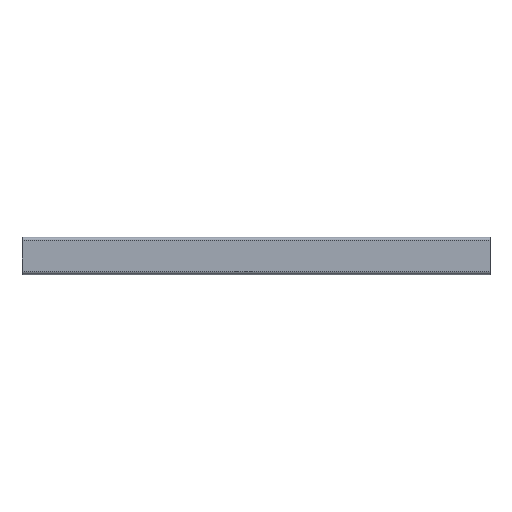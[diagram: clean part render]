
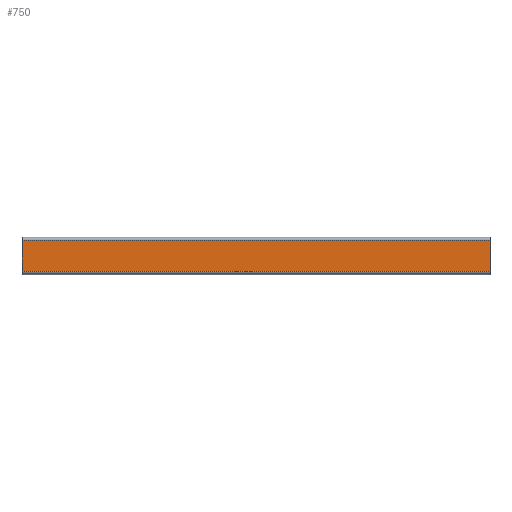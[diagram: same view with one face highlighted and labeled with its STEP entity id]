
A CAD part, top view. The second image highlights one B-rep face of the part: STEP entity #750.
In plain terms, the highlighted planar face has unit normal (0, 0, 1).
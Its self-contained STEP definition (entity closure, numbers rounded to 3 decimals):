
#191 = CARTESIAN_POINT ( 'NONE',  ( 500., -16.5, 640. ) ) ;
#214 = EDGE_CURVE ( 'NONE', #3785, #2044, #2701, .T. ) ;
#299 = DIRECTION ( 'NONE',  ( 0., -1., 0. ) ) ;
#330 = PLANE ( 'NONE',  #2284 ) ;
#448 = VECTOR ( 'NONE', #4538, 1000. ) ;
#684 = VECTOR ( 'NONE', #299, 1000. ) ;
#700 = CARTESIAN_POINT ( 'NONE',  ( 0., 16.5, 640. ) ) ;
#750 = ADVANCED_FACE ( 'NONE', ( #3222 ), #330, .F. ) ;
#757 = ORIENTED_EDGE ( 'NONE', *, *, #214, .F. ) ;
#785 = EDGE_CURVE ( 'NONE', #1465, #3785, #1023, .T. ) ;
#818 = ORIENTED_EDGE ( 'NONE', *, *, #785, .F. ) ;
#1005 = EDGE_CURVE ( 'NONE', #3855, #2044, #1727, .T. ) ;
#1023 = LINE ( 'NONE', #4628, #684 ) ;
#1035 = DIRECTION ( 'NONE',  ( 0., -1., 0. ) ) ;
#1067 = CARTESIAN_POINT ( 'NONE',  ( 500., 16.5, 640. ) ) ;
#1423 = DIRECTION ( 'NONE',  ( -1., 0., 0. ) ) ;
#1465 = VERTEX_POINT ( 'NONE', #2885 ) ;
#1491 = CARTESIAN_POINT ( 'NONE',  ( 0., -16.5, 640. ) ) ;
#1514 = LINE ( 'NONE', #2182, #4076 ) ;
#1727 = LINE ( 'NONE', #700, #3594 ) ;
#1902 = EDGE_LOOP ( 'NONE', ( #2419, #757, #818, #3589 ) ) ;
#2044 = VERTEX_POINT ( 'NONE', #1491 ) ;
#2113 = DIRECTION ( 'NONE',  ( 0., 0., -1. ) ) ;
#2182 = CARTESIAN_POINT ( 'NONE',  ( 500., 16.5, 640. ) ) ;
#2284 = AXIS2_PLACEMENT_3D ( 'NONE', #1067, #2113, #1423 ) ;
#2419 = ORIENTED_EDGE ( 'NONE', *, *, #1005, .T. ) ;
#2547 = DIRECTION ( 'NONE',  ( -1., 0., 0. ) ) ;
#2701 = LINE ( 'NONE', #191, #448 ) ;
#2885 = CARTESIAN_POINT ( 'NONE',  ( 500., 16.5, 640. ) ) ;
#3143 = EDGE_CURVE ( 'NONE', #1465, #3855, #1514, .T. ) ;
#3222 = FACE_OUTER_BOUND ( 'NONE', #1902, .T. ) ;
#3436 = CARTESIAN_POINT ( 'NONE',  ( 0., 16.5, 640. ) ) ;
#3589 = ORIENTED_EDGE ( 'NONE', *, *, #3143, .T. ) ;
#3594 = VECTOR ( 'NONE', #1035, 1000. ) ;
#3785 = VERTEX_POINT ( 'NONE', #4322 ) ;
#3855 = VERTEX_POINT ( 'NONE', #3436 ) ;
#4076 = VECTOR ( 'NONE', #2547, 1000. ) ;
#4322 = CARTESIAN_POINT ( 'NONE',  ( 500., -16.5, 640. ) ) ;
#4538 = DIRECTION ( 'NONE',  ( -1., 0., 0. ) ) ;
#4628 = CARTESIAN_POINT ( 'NONE',  ( 500., 16.5, 640. ) ) ;
